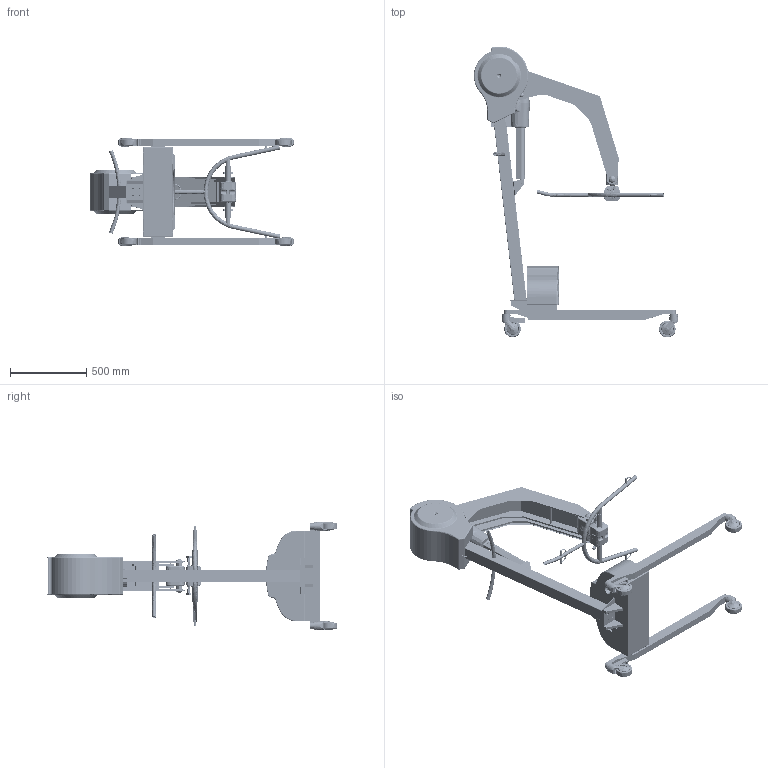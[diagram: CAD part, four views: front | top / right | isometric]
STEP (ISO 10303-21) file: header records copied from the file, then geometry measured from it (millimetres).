
FILE_DESCRIPTION(('FreeCAD Model'),'2;1');
FILE_NAME('Open CASCADE Shape Model','2025-04-29T18:53:14',('FreeCAD'),( 'FreeCAD'),'Open CASCADE STEP processor 7.6','FreeCAD','Unknown');
FILE_SCHEMA(('AUTOMOTIVE_DESIGN { 1 0 10303 214 1 1 1 1 }'));
Products named in the file (1): Open CASCADE STEP translator 7.6 1
Bounding box: 1341.72 x 1910.37 x 712.21 mm (x, y, z)
Volume: 47213194.6 mm3; surface area: 9198453.1 mm2
Topology: 172 solids, 253 shells, 8441 faces, 19857 edges, 12082 vertices
Faces by surface type: bspline 8441
Entity records: 267729 total; most frequent: CARTESIAN_POINT 155569, ORIENTED_EDGE 39331, EDGE_CURVE 19808, VERTEX_POINT 12082, B_SPLINE_CURVE_WITH_KNOTS 10810, FACE_BOUND 9381, EDGE_LOOP 9381, ADVANCED_FACE 8441
